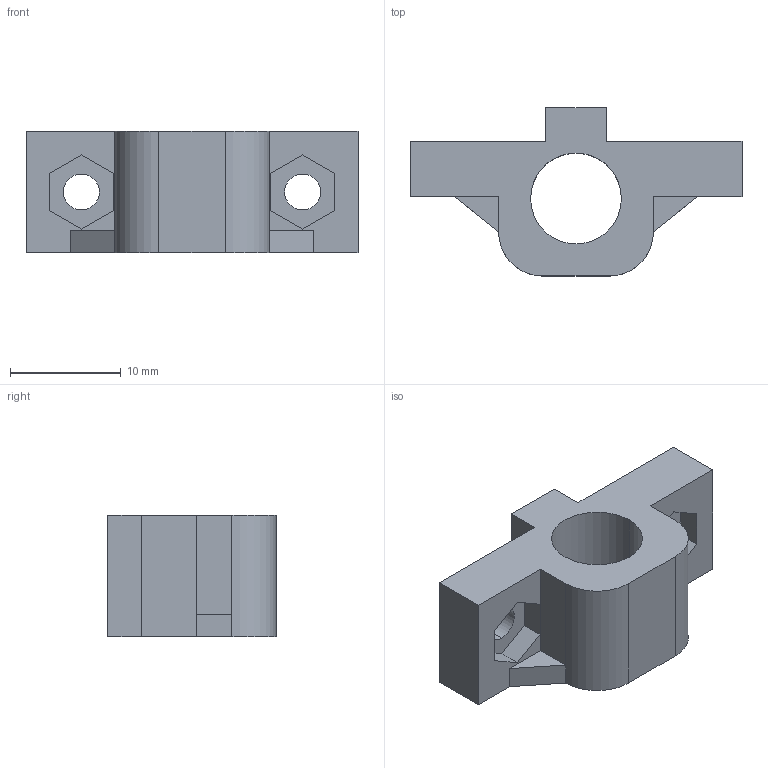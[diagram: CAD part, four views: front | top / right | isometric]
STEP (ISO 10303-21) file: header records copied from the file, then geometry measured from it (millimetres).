
FILE_DESCRIPTION (( 'STEP AP203' ), '1' );
FILE_NAME ('y_bush_holder_4.STEP', '2013-06-24T14:36:05', ( 'LVG' ), ( 'MouseComputer PC' ), 'SwSTEP 2.0', 'SolidWorks 2013', '' );
FILE_SCHEMA (( 'CONFIG_CONTROL_DESIGN' ));
Length unit declared in the file: millimetre
Products named in the file (1): y_bush_holder_4
Bounding box: 30 x 15.2 x 11 mm (x, y, z)
Volume: 2142.5 mm3; surface area: 1780.8 mm2
Topology: 1 solids, 1 shells, 40 faces, 106 edges, 70 vertices
Faces by surface type: plane 32, cylinder 8
Entity records: 1319 total; most frequent: CARTESIAN_POINT 217, ORIENTED_EDGE 212, DIRECTION 204, EDGE_CURVE 106, VECTOR 90, LINE 90, VERTEX_POINT 70, AXIS2_PLACEMENT_3D 57
